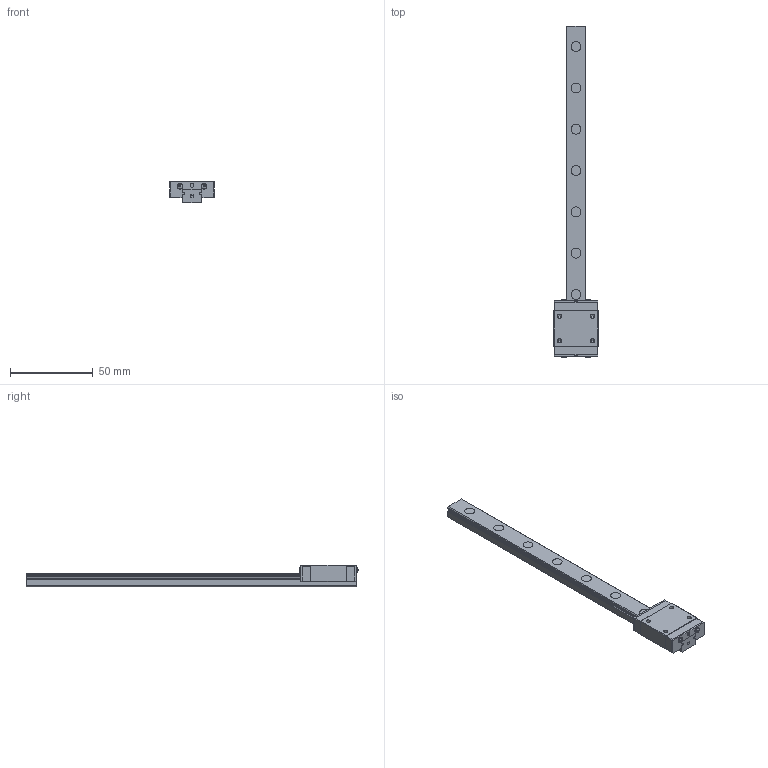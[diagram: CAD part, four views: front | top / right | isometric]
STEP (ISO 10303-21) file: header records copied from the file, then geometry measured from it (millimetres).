
FILE_DESCRIPTION(('no description'),'unknown implementation level');
FILE_NAME('MGN12C_1_R_200_ZF_H_SS_6.stp',' ',('HIWIN GmbH'),('CADClick - KiM GmbH - www.kimweb.de'),'unknown preprocess','ACIS','unknown authorization');
FILE_SCHEMA(('automotive_design'));
Length unit declared in the file: millimetre
Products named in the file (2): 1; 2
Bounding box: 27 x 200.94 x 13 mm (x, y, z)
Volume: 24091.2 mm3; surface area: 13717.8 mm2
Topology: 2 solids, 4 shells, 371 faces, 959 edges, 630 vertices
Faces by surface type: plane 233, cylinder 110, cone 28
Entity records: 22097 total; most frequent: CARTESIAN_POINT 2066, STYLED_ITEM 1954, PRESENTATION_STYLE_ASSIGNMENT 1954, COLOUR_RGB 1954, ORIENTED_EDGE 1902, DIRECTION 1881, EDGE_CURVE 951, CURVE_STYLE 951
